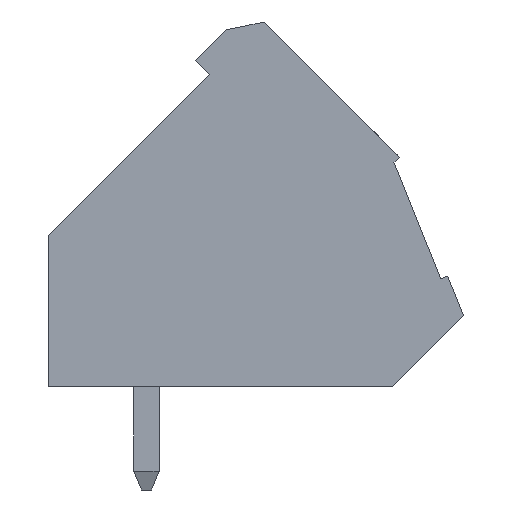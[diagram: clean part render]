
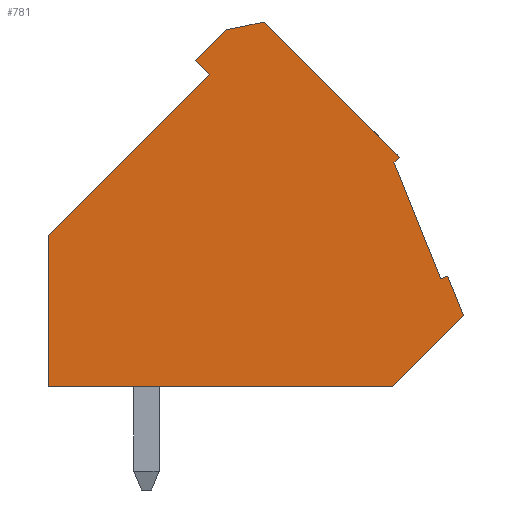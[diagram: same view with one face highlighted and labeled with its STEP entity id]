
A CAD part, left-side view. The second image highlights one B-rep face of the part: STEP entity #781.
In plain terms, the highlighted planar face has unit normal (-1, 0, 0).
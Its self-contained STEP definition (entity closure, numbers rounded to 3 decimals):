
#781 = ADVANCED_FACE( '', ( #1786 ), #1787, .F. );
#1786 = FACE_OUTER_BOUND( '', #3060, .T. );
#1787 = PLANE( '', #3061 );
#3060 = EDGE_LOOP( '', ( #5070, #5071, #5072, #5073, #5074, #5075, #5076, #5077, #5078, #5079, #5080, #5081 ) );
#3061 = AXIS2_PLACEMENT_3D( '', #5082, #5083, #5084 );
#5070 = ORIENTED_EDGE( '', *, *, #8619, .F. );
#5071 = ORIENTED_EDGE( '', *, *, #8620, .F. );
#5072 = ORIENTED_EDGE( '', *, *, #8471, .F. );
#5073 = ORIENTED_EDGE( '', *, *, #8621, .F. );
#5074 = ORIENTED_EDGE( '', *, *, #8156, .F. );
#5075 = ORIENTED_EDGE( '', *, *, #8622, .F. );
#5076 = ORIENTED_EDGE( '', *, *, #8623, .F. );
#5077 = ORIENTED_EDGE( '', *, *, #8124, .F. );
#5078 = ORIENTED_EDGE( '', *, *, #8624, .F. );
#5079 = ORIENTED_EDGE( '', *, *, #8625, .F. );
#5080 = ORIENTED_EDGE( '', *, *, #8626, .F. );
#5081 = ORIENTED_EDGE( '', *, *, #8627, .F. );
#5082 = CARTESIAN_POINT( '', ( -23.56, 0., 0. ) );
#5083 = DIRECTION( '', ( 1., 0., 0. ) );
#5084 = DIRECTION( '', ( 0., 0., -1. ) );
#8124 = EDGE_CURVE( '', #9852, #9853, #9854, .T. );
#8156 = EDGE_CURVE( '', #9912, #9913, #9914, .T. );
#8471 = EDGE_CURVE( '', #10448, #10449, #10450, .T. );
#8619 = EDGE_CURVE( '', #10686, #10687, #10688, .T. );
#8620 = EDGE_CURVE( '', #10449, #10686, #10689, .T. );
#8621 = EDGE_CURVE( '', #9913, #10448, #10690, .T. );
#8622 = EDGE_CURVE( '', #10691, #9912, #10692, .T. );
#8623 = EDGE_CURVE( '', #9853, #10691, #10693, .T. );
#8624 = EDGE_CURVE( '', #10694, #9852, #10695, .T. );
#8625 = EDGE_CURVE( '', #10696, #10694, #10697, .T. );
#8626 = EDGE_CURVE( '', #10698, #10696, #10699, .T. );
#8627 = EDGE_CURVE( '', #10687, #10698, #10700, .T. );
#9852 = VERTEX_POINT( '', #12335 );
#9853 = VERTEX_POINT( '', #12336 );
#9854 = LINE( '', #12337, #12338 );
#9912 = VERTEX_POINT( '', #12425 );
#9913 = VERTEX_POINT( '', #12426 );
#9914 = LINE( '', #12427, #12428 );
#10448 = VERTEX_POINT( '', #13202 );
#10449 = VERTEX_POINT( '', #13203 );
#10450 = LINE( '', #13204, #13205 );
#10686 = VERTEX_POINT( '', #13558 );
#10687 = VERTEX_POINT( '', #13559 );
#10688 = LINE( '', #13560, #13561 );
#10689 = LINE( '', #13562, #13563 );
#10690 = LINE( '', #13564, #13565 );
#10691 = VERTEX_POINT( '', #13566 );
#10692 = LINE( '', #13567, #13568 );
#10693 = LINE( '', #13569, #13570 );
#10694 = VERTEX_POINT( '', #13571 );
#10695 = LINE( '', #13572, #13573 );
#10696 = VERTEX_POINT( '', #13574 );
#10697 = LINE( '', #13575, #13576 );
#10698 = VERTEX_POINT( '', #13577 );
#10699 = LINE( '', #13578, #13579 );
#10700 = LINE( '', #13580, #13581 );
#12335 = CARTESIAN_POINT( '', ( -23.56, 0.987, 9.98 ) );
#12336 = CARTESIAN_POINT( '', ( -23.56, -0.215, 11.182 ) );
#12337 = CARTESIAN_POINT( '', ( -23.56, 0.987, 9.98 ) );
#12338 = VECTOR( '', #15532, 1000. );
#12425 = CARTESIAN_POINT( '', ( -23.56, -7.109, 6.126 ) );
#12426 = CARTESIAN_POINT( '', ( -23.56, -6.897, 5.914 ) );
#12427 = CARTESIAN_POINT( '', ( -23.56, -7.109, 6.126 ) );
#12428 = VECTOR( '', #15562, 1000. );
#13202 = CARTESIAN_POINT( '', ( -23.56, -8.752, 1.294 ) );
#13203 = CARTESIAN_POINT( '', ( -23.56, -9.031, 1.406 ) );
#13204 = CARTESIAN_POINT( '', ( -23.56, -8.752, 1.294 ) );
#13205 = VECTOR( '', #15890, 1000. );
#13558 = CARTESIAN_POINT( '', ( -23.56, -9.664, -0.172 ) );
#13559 = CARTESIAN_POINT( '', ( -23.56, -6.836, -3. ) );
#13560 = CARTESIAN_POINT( '', ( -23.56, -9.664, -0.172 ) );
#13561 = VECTOR( '', #16035, 1000. );
#13562 = CARTESIAN_POINT( '', ( -23.56, -9.031, 1.406 ) );
#13563 = VECTOR( '', #16036, 1000. );
#13564 = CARTESIAN_POINT( '', ( -23.56, -6.897, 5.914 ) );
#13565 = VECTOR( '', #16037, 1000. );
#13566 = CARTESIAN_POINT( '', ( -23.56, -1.735, 11.5 ) );
#13567 = CARTESIAN_POINT( '', ( -23.56, -1.735, 11.5 ) );
#13568 = VECTOR( '', #16038, 1000. );
#13569 = CARTESIAN_POINT( '', ( -23.56, -0.215, 11.182 ) );
#13570 = VECTOR( '', #16039, 1000. );
#13571 = CARTESIAN_POINT( '', ( -23.56, 0.422, 9.414 ) );
#13572 = CARTESIAN_POINT( '', ( -23.56, 0.422, 9.414 ) );
#13573 = VECTOR( '', #16040, 1000. );
#13574 = CARTESIAN_POINT( '', ( -23.56, 6.836, 3. ) );
#13575 = CARTESIAN_POINT( '', ( -23.56, 6.836, 3. ) );
#13576 = VECTOR( '', #16041, 1000. );
#13577 = CARTESIAN_POINT( '', ( -23.56, 6.836, -3. ) );
#13578 = CARTESIAN_POINT( '', ( -23.56, 6.836, -3. ) );
#13579 = VECTOR( '', #16042, 1000. );
#13580 = CARTESIAN_POINT( '', ( -23.56, -6.836, -3. ) );
#13581 = VECTOR( '', #16043, 1000. );
#15532 = DIRECTION( '', ( 0., -0.707, 0.707 ) );
#15562 = DIRECTION( '', ( 0., 0.707, -0.707 ) );
#15890 = DIRECTION( '', ( 0., -0.928, 0.373 ) );
#16035 = DIRECTION( '', ( 0., 0.707, -0.707 ) );
#16036 = DIRECTION( '', ( 0., -0.373, -0.928 ) );
#16037 = DIRECTION( '', ( 0., -0.373, -0.928 ) );
#16038 = DIRECTION( '', ( 0., -0.707, -0.707 ) );
#16039 = DIRECTION( '', ( 0., -0.979, 0.205 ) );
#16040 = DIRECTION( '', ( 0., 0.707, 0.707 ) );
#16041 = DIRECTION( '', ( 0., -0.707, 0.707 ) );
#16042 = DIRECTION( '', ( 0., 0., 1. ) );
#16043 = DIRECTION( '', ( 0., 1., 0. ) );
